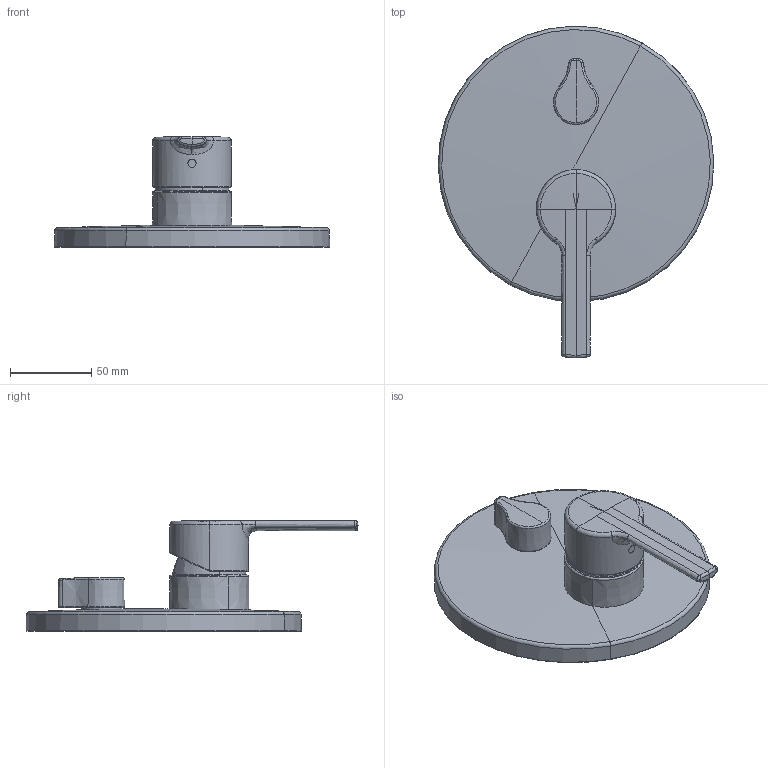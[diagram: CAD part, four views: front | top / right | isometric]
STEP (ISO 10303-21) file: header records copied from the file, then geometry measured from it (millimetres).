
FILE_DESCRIPTION (( 'STEP AP203' ), '1' );
FILE_NAME ('83849573(2018).STEP', '2018-11-13T10:31:09', ( '' ), ( '' ), 'SwSTEP 2.0', 'SolidWorks 2016', '' );
FILE_SCHEMA (( 'CONFIG_CONTROL_DESIGN' ));
Length unit declared in the file: millimetre
Products named in the file (1): 83849573(2018)
Bounding box: 169.95 x 204.75 x 68.36 mm (x, y, z)
Volume: 414581.2 mm3; surface area: 64952.6 mm2
Topology: 1 solids, 1 shells, 83 faces, 195 edges, 115 vertices
Faces by surface type: bspline 45, torus 16, cone 9, cylinder 5, sphere 4, plane 4
Entity records: 6304 total; most frequent: CARTESIAN_POINT 4669, ORIENTED_EDGE 382, DIRECTION 230, EDGE_CURVE 191, VERTEX_POINT 115, AXIS2_PLACEMENT_3D 103, B_SPLINE_CURVE_WITH_KNOTS 92, EDGE_LOOP 88
